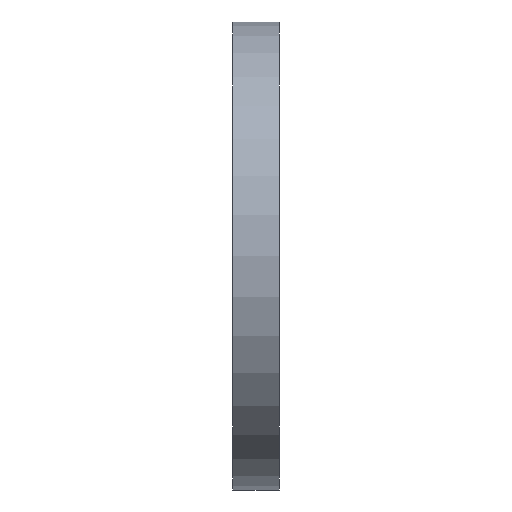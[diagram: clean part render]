
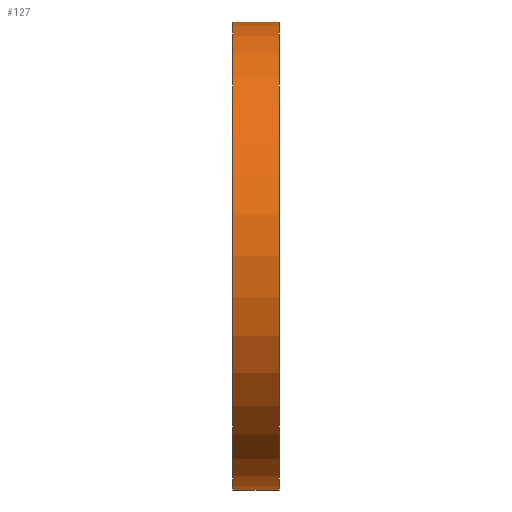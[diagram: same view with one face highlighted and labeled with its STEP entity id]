
A CAD part, left-side view. The second image highlights one B-rep face of the part: STEP entity #127.
In plain terms, the highlighted cylindrical face has radius 110 mm (diameter 220 mm), a partial arc.
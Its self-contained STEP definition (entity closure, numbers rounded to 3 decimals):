
#16 = CARTESIAN_POINT ( 'NONE',  ( 0., 34.695, 0. ) ) ;
#19 = CIRCLE ( 'NONE', #812, 110. ) ;
#41 = VECTOR ( 'NONE', #243, 1000. ) ;
#78 = EDGE_CURVE ( 'NONE', #256, #161, #19, .T. ) ;
#127 = ADVANCED_FACE ( 'NONE', ( #166 ), #569, .T. ) ;
#161 = VERTEX_POINT ( 'NONE', #563 ) ;
#166 = FACE_OUTER_BOUND ( 'NONE', #478, .T. ) ;
#170 = DIRECTION ( 'NONE',  ( 0., 0., 1. ) ) ;
#209 = ORIENTED_EDGE ( 'NONE', *, *, #78, .T. ) ;
#229 = CARTESIAN_POINT ( 'NONE',  ( 0., 34.695, -110. ) ) ;
#243 = DIRECTION ( 'NONE',  ( 0., 1., 0. ) ) ;
#256 = VERTEX_POINT ( 'NONE', #531 ) ;
#267 = AXIS2_PLACEMENT_3D ( 'NONE', #16, #574, #713 ) ;
#294 = CARTESIAN_POINT ( 'NONE',  ( 0., 22., -110. ) ) ;
#307 = LINE ( 'NONE', #229, #41 ) ;
#334 = ORIENTED_EDGE ( 'NONE', *, *, #879, .F. ) ;
#335 = DIRECTION ( 'NONE',  ( 0., 0., 1. ) ) ;
#349 = ORIENTED_EDGE ( 'NONE', *, *, #702, .F. ) ;
#366 = VERTEX_POINT ( 'NONE', #749 ) ;
#413 = DIRECTION ( 'NONE',  ( 0., 1., 0. ) ) ;
#475 = CIRCLE ( 'NONE', #609, 110. ) ;
#476 = CARTESIAN_POINT ( 'NONE',  ( 0., 34.695, 110. ) ) ;
#478 = EDGE_LOOP ( 'NONE', ( #334, #209, #505, #349 ) ) ;
#489 = LINE ( 'NONE', #476, #813 ) ;
#500 = DIRECTION ( 'NONE',  ( 0., 1., 0. ) ) ;
#504 = CARTESIAN_POINT ( 'NONE',  ( 0., 0., 0. ) ) ;
#505 = ORIENTED_EDGE ( 'NONE', *, *, #697, .T. ) ;
#531 = CARTESIAN_POINT ( 'NONE',  ( 0., 0., -110. ) ) ;
#554 = DIRECTION ( 'NONE',  ( 0., 1., 0. ) ) ;
#563 = CARTESIAN_POINT ( 'NONE',  ( 0., 0., 110. ) ) ;
#569 = CYLINDRICAL_SURFACE ( 'NONE', #267, 110. ) ;
#574 = DIRECTION ( 'NONE',  ( 0., 1., 0. ) ) ;
#609 = AXIS2_PLACEMENT_3D ( 'NONE', #816, #413, #335 ) ;
#697 = EDGE_CURVE ( 'NONE', #161, #366, #489, .T. ) ;
#702 = EDGE_CURVE ( 'NONE', #795, #366, #475, .T. ) ;
#713 = DIRECTION ( 'NONE',  ( 0., 0., 1. ) ) ;
#749 = CARTESIAN_POINT ( 'NONE',  ( 0., 22., 110. ) ) ;
#795 = VERTEX_POINT ( 'NONE', #294 ) ;
#812 = AXIS2_PLACEMENT_3D ( 'NONE', #504, #500, #170 ) ;
#813 = VECTOR ( 'NONE', #554, 1000. ) ;
#816 = CARTESIAN_POINT ( 'NONE',  ( 0., 22., 0. ) ) ;
#879 = EDGE_CURVE ( 'NONE', #256, #795, #307, .T. ) ;
